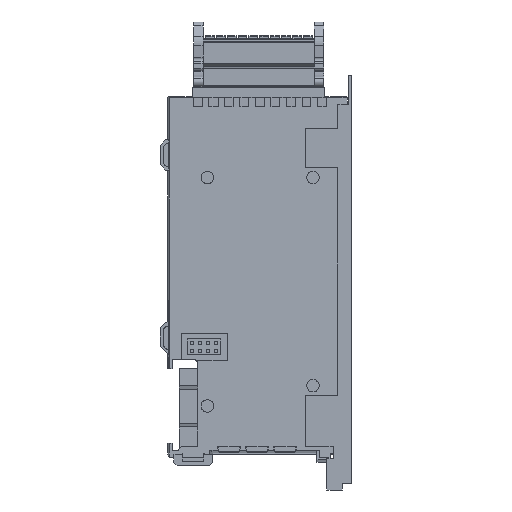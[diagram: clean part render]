
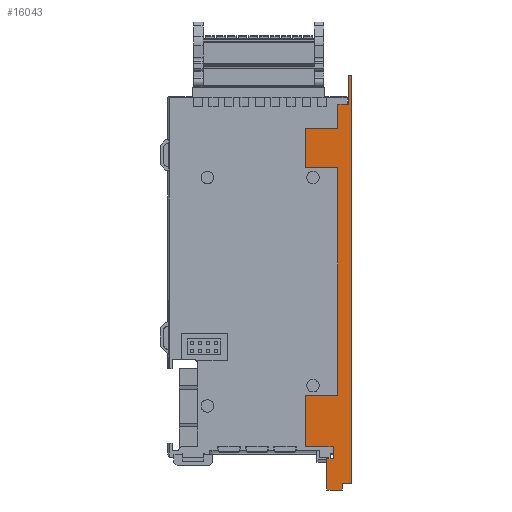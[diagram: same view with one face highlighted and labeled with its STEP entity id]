
A CAD part, front view. The second image highlights one B-rep face of the part: STEP entity #16043.
In plain terms, the highlighted planar face has unit normal (0, -1, 0).
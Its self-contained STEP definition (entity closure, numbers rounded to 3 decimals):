
#5315=DIRECTION('',(0.,0.,-1.));
#5316=VECTOR('',#5315,7.8);
#5317=CARTESIAN_POINT('',(25.,0.199,-2.45));
#5318=LINE('',#5317,#5316);
#5319=DIRECTION('',(-1.,0.,0.));
#5320=VECTOR('',#5319,3.5);
#5321=CARTESIAN_POINT('',(28.5,0.199,-2.45));
#5322=LINE('',#5321,#5320);
#5323=DIRECTION('',(0.,0.,-1.));
#5324=VECTOR('',#5323,9.4);
#5325=CARTESIAN_POINT('',(28.5,0.199,6.95));
#5326=LINE('',#5325,#5324);
#5327=DIRECTION('',(-1.,0.,0.));
#5328=VECTOR('',#5327,1.);
#5329=CARTESIAN_POINT('',(29.5,0.199,6.95));
#5330=LINE('',#5329,#5328);
#5331=DIRECTION('',(0.,0.,1.));
#5332=VECTOR('',#5331,131.5);
#5333=CARTESIAN_POINT('',(29.5,0.199,-124.55));
#5334=LINE('',#5333,#5332);
#5335=DIRECTION('',(1.,0.,0.));
#5336=VECTOR('',#5335,3.);
#5337=CARTESIAN_POINT('',(26.5,0.199,-124.55));
#5338=LINE('',#5337,#5336);
#5339=DIRECTION('',(0.,0.,1.));
#5340=VECTOR('',#5339,2.);
#5341=CARTESIAN_POINT('',(26.5,0.199,-126.55));
#5342=LINE('',#5341,#5340);
#5343=DIRECTION('',(1.,0.,0.));
#5344=VECTOR('',#5343,5.);
#5345=CARTESIAN_POINT('',(21.5,0.199,-126.55));
#5346=LINE('',#5345,#5344);
#5347=DIRECTION('',(0.,0.,-1.));
#5348=VECTOR('',#5347,10.);
#5349=CARTESIAN_POINT('',(21.5,0.199,-116.55));
#5350=LINE('',#5349,#5348);
#5351=DIRECTION('',(-1.,0.,0.));
#5352=VECTOR('',#5351,2.);
#5353=CARTESIAN_POINT('',(23.5,0.199,-116.55));
#5354=LINE('',#5353,#5352);
#5355=DIRECTION('',(0.,0.,-1.));
#5356=VECTOR('',#5355,4.);
#5357=CARTESIAN_POINT('',(23.5,0.199,-112.55));
#5358=LINE('',#5357,#5356);
#5359=DIRECTION('',(1.,0.,0.));
#5360=VECTOR('',#5359,9.);
#5361=CARTESIAN_POINT('',(14.5,0.199,-112.55));
#5362=LINE('',#5361,#5360);
#5363=DIRECTION('',(0.,0.,-1.));
#5364=VECTOR('',#5363,16.5);
#5365=CARTESIAN_POINT('',(14.5,0.199,-96.05));
#5366=LINE('',#5365,#5364);
#5367=DIRECTION('',(-1.,0.,0.));
#5368=VECTOR('',#5367,10.5);
#5369=CARTESIAN_POINT('',(25.,0.199,-96.05));
#5370=LINE('',#5369,#5368);
#5371=DIRECTION('',(0.,0.,-1.));
#5372=VECTOR('',#5371,73.2);
#5373=CARTESIAN_POINT('',(25.,0.199,-22.85));
#5374=LINE('',#5373,#5372);
#5375=DIRECTION('',(1.,0.,0.));
#5376=VECTOR('',#5375,10.5);
#5377=CARTESIAN_POINT('',(14.5,0.199,-22.85));
#5378=LINE('',#5377,#5376);
#5379=DIRECTION('',(0.,0.,-1.));
#5380=VECTOR('',#5379,12.6);
#5381=CARTESIAN_POINT('',(14.5,0.199,-10.25));
#5382=LINE('',#5381,#5380);
#5383=DIRECTION('',(-1.,0.,0.));
#5384=VECTOR('',#5383,10.5);
#5385=CARTESIAN_POINT('',(25.,0.199,-10.25));
#5386=LINE('',#5385,#5384);
#8425=CARTESIAN_POINT('',(25.,0.199,-2.45));
#8426=CARTESIAN_POINT('',(25.,0.199,-10.25));
#8427=VERTEX_POINT('',#8425);
#8428=VERTEX_POINT('',#8426);
#8429=CARTESIAN_POINT('',(14.5,0.199,-10.25));
#8430=VERTEX_POINT('',#8429);
#8431=CARTESIAN_POINT('',(14.5,0.199,-22.85));
#8432=VERTEX_POINT('',#8431);
#8433=CARTESIAN_POINT('',(25.,0.199,-22.85));
#8434=VERTEX_POINT('',#8433);
#8435=CARTESIAN_POINT('',(25.,0.199,-96.05));
#8436=VERTEX_POINT('',#8435);
#8437=CARTESIAN_POINT('',(14.5,0.199,-96.05));
#8438=VERTEX_POINT('',#8437);
#8439=CARTESIAN_POINT('',(14.5,0.199,-112.55));
#8440=VERTEX_POINT('',#8439);
#8441=CARTESIAN_POINT('',(23.5,0.199,-112.55));
#8442=VERTEX_POINT('',#8441);
#8443=CARTESIAN_POINT('',(23.5,0.199,-116.55));
#8444=VERTEX_POINT('',#8443);
#8445=CARTESIAN_POINT('',(21.5,0.199,-116.55));
#8446=VERTEX_POINT('',#8445);
#8447=CARTESIAN_POINT('',(21.5,0.199,-126.55));
#8448=VERTEX_POINT('',#8447);
#8449=CARTESIAN_POINT('',(26.5,0.199,-126.55));
#8450=VERTEX_POINT('',#8449);
#8451=CARTESIAN_POINT('',(26.5,0.199,-124.55));
#8452=VERTEX_POINT('',#8451);
#8453=CARTESIAN_POINT('',(29.5,0.199,-124.55));
#8454=VERTEX_POINT('',#8453);
#8455=CARTESIAN_POINT('',(29.5,0.199,6.95));
#8456=VERTEX_POINT('',#8455);
#8457=CARTESIAN_POINT('',(28.5,0.199,6.95));
#8458=VERTEX_POINT('',#8457);
#8459=CARTESIAN_POINT('',(28.5,0.199,-2.45));
#8460=VERTEX_POINT('',#8459);
#16002=CARTESIAN_POINT('',(0.,0.199,0.));
#16003=DIRECTION('',(0.,-1.,0.));
#16004=DIRECTION('',(1.,0.,0.));
#16005=AXIS2_PLACEMENT_3D('',#16002,#16003,#16004);
#16006=PLANE('',#16005);
#16008=ORIENTED_EDGE('',*,*,#16007,.F.);
#16010=ORIENTED_EDGE('',*,*,#16009,.F.);
#16012=ORIENTED_EDGE('',*,*,#16011,.F.);
#16014=ORIENTED_EDGE('',*,*,#16013,.F.);
#16016=ORIENTED_EDGE('',*,*,#16015,.F.);
#16018=ORIENTED_EDGE('',*,*,#16017,.F.);
#16020=ORIENTED_EDGE('',*,*,#16019,.F.);
#16022=ORIENTED_EDGE('',*,*,#16021,.F.);
#16023=ORIENTED_EDGE('',*,*,#15985,.F.);
#16024=ORIENTED_EDGE('',*,*,#14319,.F.);
#16026=ORIENTED_EDGE('',*,*,#16025,.F.);
#16028=ORIENTED_EDGE('',*,*,#16027,.F.);
#16030=ORIENTED_EDGE('',*,*,#16029,.F.);
#16032=ORIENTED_EDGE('',*,*,#16031,.F.);
#16034=ORIENTED_EDGE('',*,*,#16033,.F.);
#16036=ORIENTED_EDGE('',*,*,#16035,.F.);
#16038=ORIENTED_EDGE('',*,*,#16037,.F.);
#16040=ORIENTED_EDGE('',*,*,#16039,.F.);
#16041=EDGE_LOOP('',(#16008,#16010,#16012,#16014,#16016,#16018,#16020,#16022,
#16023,#16024,#16026,#16028,#16030,#16032,#16034,#16036,#16038,#16040));
#16042=FACE_OUTER_BOUND('',#16041,.F.);
#16043=ADVANCED_FACE('',(#16042),#16006,.T.);
#14319=EDGE_CURVE('',#8444,#8446,#5354,.T.);
#15985=EDGE_CURVE('',#8446,#8448,#5350,.T.);
#16007=EDGE_CURVE('',#8427,#8428,#5318,.T.);
#16009=EDGE_CURVE('',#8460,#8427,#5322,.T.);
#16011=EDGE_CURVE('',#8458,#8460,#5326,.T.);
#16013=EDGE_CURVE('',#8456,#8458,#5330,.T.);
#16015=EDGE_CURVE('',#8454,#8456,#5334,.T.);
#16017=EDGE_CURVE('',#8452,#8454,#5338,.T.);
#16019=EDGE_CURVE('',#8450,#8452,#5342,.T.);
#16021=EDGE_CURVE('',#8448,#8450,#5346,.T.);
#16025=EDGE_CURVE('',#8442,#8444,#5358,.T.);
#16027=EDGE_CURVE('',#8440,#8442,#5362,.T.);
#16029=EDGE_CURVE('',#8438,#8440,#5366,.T.);
#16031=EDGE_CURVE('',#8436,#8438,#5370,.T.);
#16033=EDGE_CURVE('',#8434,#8436,#5374,.T.);
#16035=EDGE_CURVE('',#8432,#8434,#5378,.T.);
#16037=EDGE_CURVE('',#8430,#8432,#5382,.T.);
#16039=EDGE_CURVE('',#8428,#8430,#5386,.T.);
